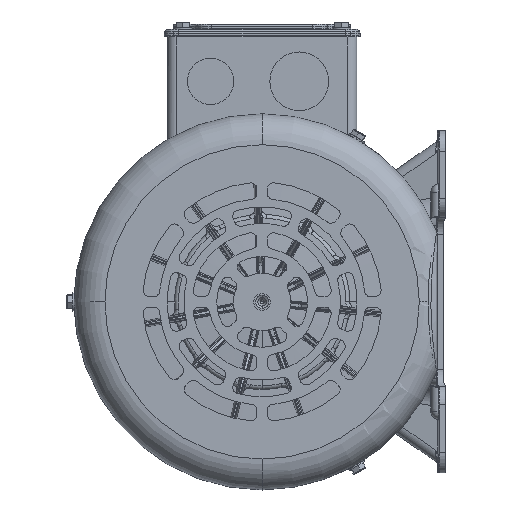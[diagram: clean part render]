
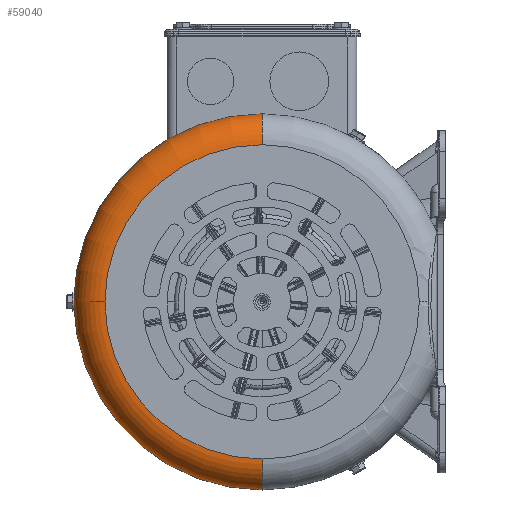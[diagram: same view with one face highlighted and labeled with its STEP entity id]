
A CAD part, left-side view. The second image highlights one B-rep face of the part: STEP entity #59040.
In plain terms, the highlighted toroidal (fillet/blend) face has major radius 76.25 mm and minor radius 15 mm.
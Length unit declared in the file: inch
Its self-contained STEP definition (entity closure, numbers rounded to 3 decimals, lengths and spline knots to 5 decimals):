
#187 = AXIS2_PLACEMENT_3D ( 'NONE', #132623, #64257, #17290 ) ;
#6411 = ORIENTED_EDGE ( 'NONE', *, *, #28718, .T. ) ;
#6559 = CIRCLE ( 'NONE', #27842, 0.59055 ) ;
#7290 = DIRECTION ( 'NONE',  ( 0., -1., 0. ) ) ;
#9700 = CARTESIAN_POINT ( 'NONE',  ( -4.74409, 0., -3.59252 ) ) ;
#16737 = AXIS2_PLACEMENT_3D ( 'NONE', #36755, #64564, #25396 ) ;
#17290 = DIRECTION ( 'NONE',  ( 0., 0., 1. ) ) ;
#22189 = CIRCLE ( 'NONE', #16737, 3.00197 ) ;
#23360 = DIRECTION ( 'NONE',  ( -1., 0., 0. ) ) ;
#25048 = CARTESIAN_POINT ( 'NONE',  ( -4.74409, 0., 3.59252 ) ) ;
#25396 = DIRECTION ( 'NONE',  ( 0., 0., 1. ) ) ;
#25580 = CIRCLE ( 'NONE', #45161, 3.59252 ) ;
#27842 = AXIS2_PLACEMENT_3D ( 'NONE', #129046, #104850, #34478 ) ;
#28718 = EDGE_CURVE ( 'NONE', #151886, #61718, #6559, .T. ) ;
#34340 = TOROIDAL_SURFACE ( 'NONE', #187, 3.00197, 0.59055 ) ;
#34478 = DIRECTION ( 'NONE',  ( -1., 0., 0. ) ) ;
#36755 = CARTESIAN_POINT ( 'NONE',  ( -5.33465, 0., 0. ) ) ;
#39209 = CIRCLE ( 'NONE', #48730, 0.59055 ) ;
#42117 = CARTESIAN_POINT ( 'NONE',  ( -5.33465, 0., 3.00197 ) ) ;
#45008 = EDGE_CURVE ( 'NONE', #117154, #151886, #25580, .T. ) ;
#45161 = AXIS2_PLACEMENT_3D ( 'NONE', #47672, #23360, #129274 ) ;
#47672 = CARTESIAN_POINT ( 'NONE',  ( -4.74409, 0., 0. ) ) ;
#48730 = AXIS2_PLACEMENT_3D ( 'NONE', #136929, #7290, #147208 ) ;
#59040 = ADVANCED_FACE ( 'NONE', ( #102254 ), #34340, .T. ) ;
#61718 = VERTEX_POINT ( 'NONE', #109358 ) ;
#64257 = DIRECTION ( 'NONE',  ( -1., 0., 0. ) ) ;
#64564 = DIRECTION ( 'NONE',  ( 1., 0., 0. ) ) ;
#67148 = EDGE_LOOP ( 'NONE', ( #145708, #6411, #126090, #129355 ) ) ;
#82039 = EDGE_CURVE ( 'NONE', #61718, #128103, #22189, .T. ) ;
#96882 = EDGE_CURVE ( 'NONE', #117154, #128103, #39209, .T. ) ;
#102254 = FACE_OUTER_BOUND ( 'NONE', #67148, .T. ) ;
#104850 = DIRECTION ( 'NONE',  ( 0., 1., 0. ) ) ;
#109358 = CARTESIAN_POINT ( 'NONE',  ( -5.33465, 0., -3.00197 ) ) ;
#117154 = VERTEX_POINT ( 'NONE', #25048 ) ;
#126090 = ORIENTED_EDGE ( 'NONE', *, *, #82039, .T. ) ;
#128103 = VERTEX_POINT ( 'NONE', #42117 ) ;
#129046 = CARTESIAN_POINT ( 'NONE',  ( -4.74409, 0., -3.00197 ) ) ;
#129274 = DIRECTION ( 'NONE',  ( 0., 0., 1. ) ) ;
#129355 = ORIENTED_EDGE ( 'NONE', *, *, #96882, .F. ) ;
#132623 = CARTESIAN_POINT ( 'NONE',  ( -4.74409, 0., 0. ) ) ;
#136929 = CARTESIAN_POINT ( 'NONE',  ( -4.74409, 0., 3.00197 ) ) ;
#145708 = ORIENTED_EDGE ( 'NONE', *, *, #45008, .T. ) ;
#147208 = DIRECTION ( 'NONE',  ( 1., 0., 0. ) ) ;
#151886 = VERTEX_POINT ( 'NONE', #9700 ) ;
